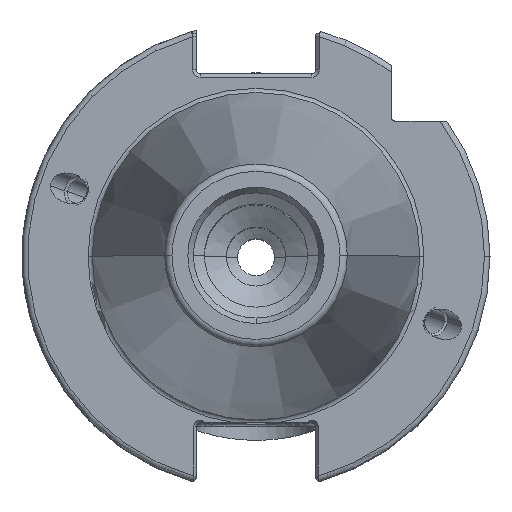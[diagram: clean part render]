
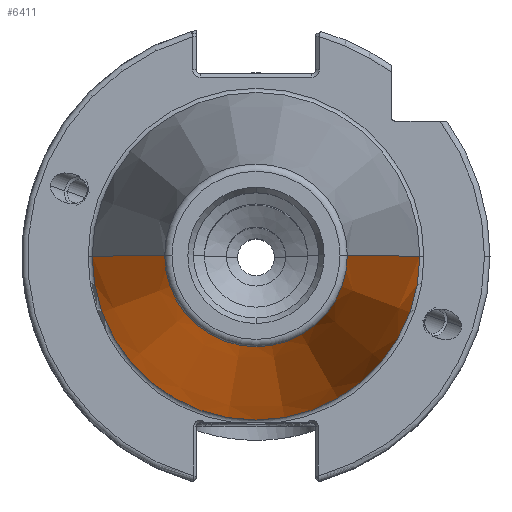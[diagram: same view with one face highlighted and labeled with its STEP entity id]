
A CAD part, top view. The second image highlights one B-rep face of the part: STEP entity #6411.
In plain terms, the highlighted conical face has half-angle 8.297 degrees and reference radius 12.397 mm.
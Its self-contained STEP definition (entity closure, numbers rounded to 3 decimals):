
#239 = DIRECTION ( 'NONE',  ( 0., 0., 1. ) ) ;
#802 = CARTESIAN_POINT ( 'NONE',  ( 22.225, 0., 0. ) ) ;
#954 = CARTESIAN_POINT ( 'NONE',  ( -12.397, 0., 67.394 ) ) ;
#1184 = VECTOR ( 'NONE', #5601, 1000. ) ;
#1214 = CARTESIAN_POINT ( 'NONE',  ( 0., 0., 67.394 ) ) ;
#1382 = VERTEX_POINT ( 'NONE', #4437 ) ;
#1617 = ORIENTED_EDGE ( 'NONE', *, *, #2062, .F. ) ;
#1778 = CARTESIAN_POINT ( 'NONE',  ( -12.397, 0., 67.394 ) ) ;
#2062 = EDGE_CURVE ( 'NONE', #7973, #3306, #7895, .T. ) ;
#2860 = FACE_OUTER_BOUND ( 'NONE', #9179, .T. ) ;
#3306 = VERTEX_POINT ( 'NONE', #3885 ) ;
#3351 = DIRECTION ( 'NONE',  ( 0., 0., 1. ) ) ;
#3577 = EDGE_CURVE ( 'NONE', #7973, #1382, #7521, .T. ) ;
#3804 = AXIS2_PLACEMENT_3D ( 'NONE', #1214, #4286, #8121 ) ;
#3885 = CARTESIAN_POINT ( 'NONE',  ( 12.397, 0., 67.394 ) ) ;
#4263 = CIRCLE ( 'NONE', #5730, 22.225 ) ;
#4286 = DIRECTION ( 'NONE',  ( 0., 0., -1. ) ) ;
#4437 = CARTESIAN_POINT ( 'NONE',  ( -22.225, 0., 0. ) ) ;
#4628 = ORIENTED_EDGE ( 'NONE', *, *, #8026, .T. ) ;
#4796 = ORIENTED_EDGE ( 'NONE', *, *, #3577, .T. ) ;
#4825 = CARTESIAN_POINT ( 'NONE',  ( 0., 0., 0. ) ) ;
#5599 = DIRECTION ( 'NONE',  ( 1., 0., 0. ) ) ;
#5601 = DIRECTION ( 'NONE',  ( -0.144, 0., -0.99 ) ) ;
#5730 = AXIS2_PLACEMENT_3D ( 'NONE', #4825, #239, #5599 ) ;
#5973 = CONICAL_SURFACE ( 'NONE', #3804, 12.397, 0.145 ) ;
#6067 = VECTOR ( 'NONE', #9390, 1000. ) ;
#6411 = ADVANCED_FACE ( 'NONE', ( #2860 ), #5973, .T. ) ;
#7521 = LINE ( 'NONE', #1778, #1184 ) ;
#7895 = CIRCLE ( 'NONE', #8279, 12.397 ) ;
#7918 = CARTESIAN_POINT ( 'NONE',  ( 0., 0., 67.394 ) ) ;
#7973 = VERTEX_POINT ( 'NONE', #954 ) ;
#8026 = EDGE_CURVE ( 'NONE', #1382, #9163, #4263, .T. ) ;
#8048 = EDGE_CURVE ( 'NONE', #3306, #9163, #8089, .T. ) ;
#8089 = LINE ( 'NONE', #8620, #6067 ) ;
#8121 = DIRECTION ( 'NONE',  ( -1., 0., 0. ) ) ;
#8279 = AXIS2_PLACEMENT_3D ( 'NONE', #7918, #3351, #8672 ) ;
#8620 = CARTESIAN_POINT ( 'NONE',  ( 12.397, 0., 67.394 ) ) ;
#8672 = DIRECTION ( 'NONE',  ( 1., 0., 0. ) ) ;
#8853 = ORIENTED_EDGE ( 'NONE', *, *, #8048, .F. ) ;
#9163 = VERTEX_POINT ( 'NONE', #802 ) ;
#9179 = EDGE_LOOP ( 'NONE', ( #8853, #1617, #4796, #4628 ) ) ;
#9390 = DIRECTION ( 'NONE',  ( 0.144, 0., -0.99 ) ) ;
